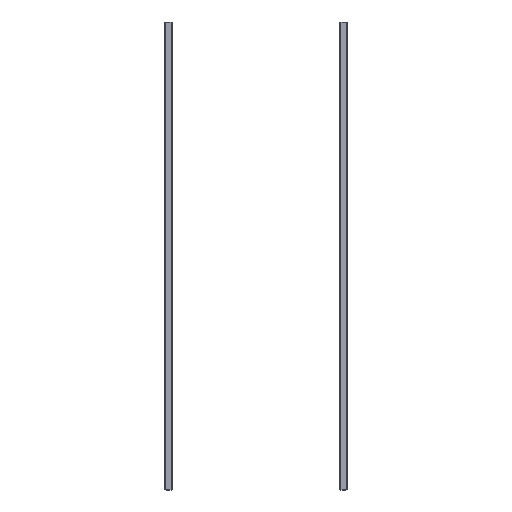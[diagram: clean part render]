
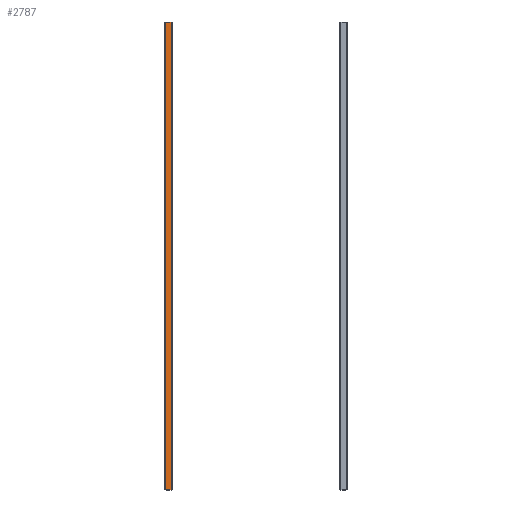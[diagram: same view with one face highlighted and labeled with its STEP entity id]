
A CAD part, top view. The second image highlights one B-rep face of the part: STEP entity #2787.
In plain terms, the highlighted face is planar.
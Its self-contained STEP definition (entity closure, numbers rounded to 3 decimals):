
#227 = VECTOR ( 'NONE', #27179, 1000. ) ;
#2707 = CARTESIAN_POINT ( 'NONE',  ( -9.5, 760., -19.5 ) ) ;
#2787 = ADVANCED_FACE ( '�����8', ( #18828 ), #16694, .F. ) ;
#3429 = LINE ( 'NONE', #8949, #24563 ) ;
#3573 = DIRECTION ( 'NONE',  ( 1., 0., 0. ) ) ;
#3667 = DIRECTION ( 'NONE',  ( 0., 0., -1. ) ) ;
#4293 = DIRECTION ( 'NONE',  ( 0., -0.707, -0.707 ) ) ;
#4777 = CARTESIAN_POINT ( 'NONE',  ( -9.5, -760., -19.5 ) ) ;
#4844 = CARTESIAN_POINT ( 'NONE',  ( -9.5, -763., -19.5 ) ) ;
#5557 = EDGE_CURVE ( 'NONE', #20766, #12075, #13165, .T. ) ;
#5602 = CARTESIAN_POINT ( 'NONE',  ( -9.5, -763., -1.875 ) ) ;
#5838 = AXIS2_PLACEMENT_3D ( 'NONE', #10226, #3573, #3667 ) ;
#6511 = VECTOR ( 'NONE', #25272, 1000. ) ;
#7901 = ORIENTED_EDGE ( 'NONE', *, *, #16581, .F. ) ;
#8949 = CARTESIAN_POINT ( 'NONE',  ( -9.5, 760., -19.5 ) ) ;
#9557 = CARTESIAN_POINT ( 'NONE',  ( -9.5, 763., -1.875 ) ) ;
#9567 = ORIENTED_EDGE ( 'NONE', *, *, #21045, .F. ) ;
#10226 = CARTESIAN_POINT ( 'NONE',  ( -9.5, -763., -19.5 ) ) ;
#12075 = VERTEX_POINT ( 'NONE', #2707 ) ;
#12114 = VECTOR ( 'NONE', #16356, 1000. ) ;
#12317 = LINE ( 'NONE', #25447, #6511 ) ;
#12379 = CARTESIAN_POINT ( 'NONE',  ( -9.5, 763., -16.5 ) ) ;
#12493 = VECTOR ( 'NONE', #15620, 1000. ) ;
#13075 = CARTESIAN_POINT ( 'NONE',  ( -9.5, -763., -1.875 ) ) ;
#13165 = LINE ( 'NONE', #4844, #12493 ) ;
#14964 = CARTESIAN_POINT ( 'NONE',  ( -9.5, -763., -16.5 ) ) ;
#15030 = EDGE_LOOP ( 'NONE', ( #22734, #22652, #21642, #7901, #9567, #23618 ) ) ;
#15207 = VERTEX_POINT ( 'NONE', #14964 ) ;
#15551 = LINE ( 'NONE', #22431, #227 ) ;
#15620 = DIRECTION ( 'NONE',  ( 0., 1., 0. ) ) ;
#16356 = DIRECTION ( 'NONE',  ( 0., -1., 0. ) ) ;
#16527 = LINE ( 'NONE', #16931, #23716 ) ;
#16581 = EDGE_CURVE ( '������21', #23390, #25528, #18927, .T. ) ;
#16694 = PLANE ( 'NONE',  #5838 ) ;
#16702 = EDGE_CURVE ( 'NONE', #25528, #15207, #16527, .T. ) ;
#16931 = CARTESIAN_POINT ( 'NONE',  ( -9.5, -763., 0. ) ) ;
#18526 = VERTEX_POINT ( 'NONE', #12379 ) ;
#18828 = FACE_OUTER_BOUND ( 'NONE', #15030, .T. ) ;
#18927 = LINE ( 'NONE', #5602, #12114 ) ;
#20766 = VERTEX_POINT ( 'NONE', #4777 ) ;
#21045 = EDGE_CURVE ( 'NONE', #18526, #23390, #12317, .T. ) ;
#21309 = EDGE_CURVE ( 'NONE', #18526, #12075, #3429, .T. ) ;
#21502 = DIRECTION ( 'NONE',  ( 0., 0., -1. ) ) ;
#21642 = ORIENTED_EDGE ( 'NONE', *, *, #16702, .F. ) ;
#22431 = CARTESIAN_POINT ( 'NONE',  ( -9.5, -763., -16.5 ) ) ;
#22652 = ORIENTED_EDGE ( 'NONE', *, *, #23290, .T. ) ;
#22734 = ORIENTED_EDGE ( 'NONE', *, *, #5557, .F. ) ;
#23290 = EDGE_CURVE ( 'NONE', #20766, #15207, #15551, .T. ) ;
#23390 = VERTEX_POINT ( 'NONE', #9557 ) ;
#23618 = ORIENTED_EDGE ( 'NONE', *, *, #21309, .T. ) ;
#23716 = VECTOR ( 'NONE', #21502, 1000. ) ;
#24563 = VECTOR ( 'NONE', #4293, 1000. ) ;
#25272 = DIRECTION ( 'NONE',  ( 0., 0., 1. ) ) ;
#25447 = CARTESIAN_POINT ( 'NONE',  ( -9.5, 763., -19.5 ) ) ;
#25528 = VERTEX_POINT ( 'NONE', #13075 ) ;
#27179 = DIRECTION ( 'NONE',  ( 0., -0.707, 0.707 ) ) ;
